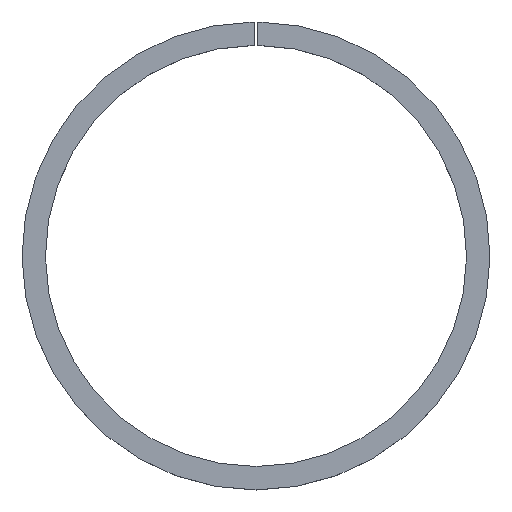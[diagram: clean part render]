
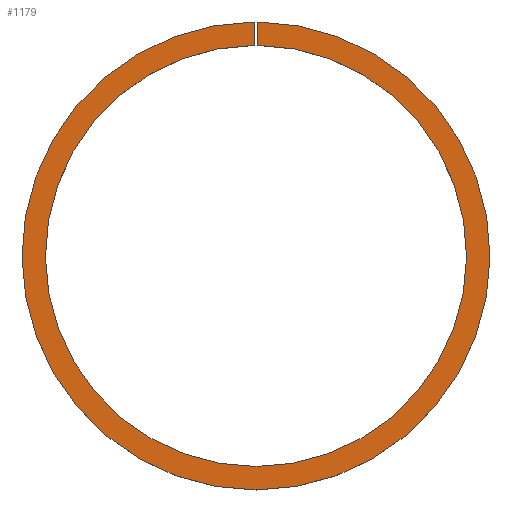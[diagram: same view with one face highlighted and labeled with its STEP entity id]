
A CAD part, top view. The second image highlights one B-rep face of the part: STEP entity #1179.
In plain terms, the highlighted planar face has unit normal (0, 0, 1).
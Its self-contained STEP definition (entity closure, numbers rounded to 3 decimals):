
#439 = DIRECTION ( 'NONE',  ( 0., 0., -1. ) ) ;
#1121 = ORIENTED_EDGE ( 'NONE', *, *, #7869, .F. ) ;
#1179 = ADVANCED_FACE ( 'NONE', ( #8257 ), #7235, .F. ) ;
#1815 = CARTESIAN_POINT ( 'NONE',  ( 0., 0., 6. ) ) ;
#1932 = VERTEX_POINT ( 'NONE', #9477 ) ;
#1977 = VERTEX_POINT ( 'NONE', #11396 ) ;
#2153 = DIRECTION ( 'NONE',  ( -1., 0., 0. ) ) ;
#2312 = CARTESIAN_POINT ( 'NONE',  ( 0.5, 53.998, 6. ) ) ;
#3047 = CIRCLE ( 'NONE', #8580, 60. ) ;
#4028 = LINE ( 'NONE', #8232, #4191 ) ;
#4106 = EDGE_LOOP ( 'NONE', ( #6492, #1121, #10598, #8612 ) ) ;
#4191 = VECTOR ( 'NONE', #7347, 1000. ) ;
#5490 = VERTEX_POINT ( 'NONE', #8277 ) ;
#5520 = VECTOR ( 'NONE', #9484, 1000. ) ;
#6212 = EDGE_CURVE ( 'NONE', #1932, #5490, #3047, .T. ) ;
#6275 = EDGE_CURVE ( 'NONE', #6384, #1977, #10140, .T. ) ;
#6384 = VERTEX_POINT ( 'NONE', #2312 ) ;
#6492 = ORIENTED_EDGE ( 'NONE', *, *, #6212, .F. ) ;
#6644 = DIRECTION ( 'NONE',  ( 0., 0., -1. ) ) ;
#6711 = EDGE_CURVE ( 'NONE', #1977, #5490, #4028, .T. ) ;
#7177 = DIRECTION ( 'NONE',  ( -1., 0., 0. ) ) ;
#7235 = PLANE ( 'NONE',  #8773 ) ;
#7347 = DIRECTION ( 'NONE',  ( 0., 1., 0. ) ) ;
#7869 = EDGE_CURVE ( 'NONE', #6384, #1932, #10264, .T. ) ;
#8211 = CARTESIAN_POINT ( 'NONE',  ( 0., 0., 6. ) ) ;
#8232 = CARTESIAN_POINT ( 'NONE',  ( -0.5, 0., 6. ) ) ;
#8257 = FACE_OUTER_BOUND ( 'NONE', #4106, .T. ) ;
#8277 = CARTESIAN_POINT ( 'NONE',  ( -0.5, 59.998, 6. ) ) ;
#8443 = DIRECTION ( 'NONE',  ( -1., 0., 0. ) ) ;
#8580 = AXIS2_PLACEMENT_3D ( 'NONE', #1815, #10781, #7177 ) ;
#8612 = ORIENTED_EDGE ( 'NONE', *, *, #6711, .T. ) ;
#8773 = AXIS2_PLACEMENT_3D ( 'NONE', #9899, #6644, #8443 ) ;
#9477 = CARTESIAN_POINT ( 'NONE',  ( 0.5, 59.998, 6. ) ) ;
#9484 = DIRECTION ( 'NONE',  ( 0., 1., 0. ) ) ;
#9899 = CARTESIAN_POINT ( 'NONE',  ( 0., -54., 6. ) ) ;
#10140 = CIRCLE ( 'NONE', #10337, 54. ) ;
#10264 = LINE ( 'NONE', #10330, #5520 ) ;
#10330 = CARTESIAN_POINT ( 'NONE',  ( 0.5, 0., 6. ) ) ;
#10337 = AXIS2_PLACEMENT_3D ( 'NONE', #8211, #439, #2153 ) ;
#10598 = ORIENTED_EDGE ( 'NONE', *, *, #6275, .T. ) ;
#10781 = DIRECTION ( 'NONE',  ( 0., 0., -1. ) ) ;
#11396 = CARTESIAN_POINT ( 'NONE',  ( -0.5, 53.998, 6. ) ) ;
